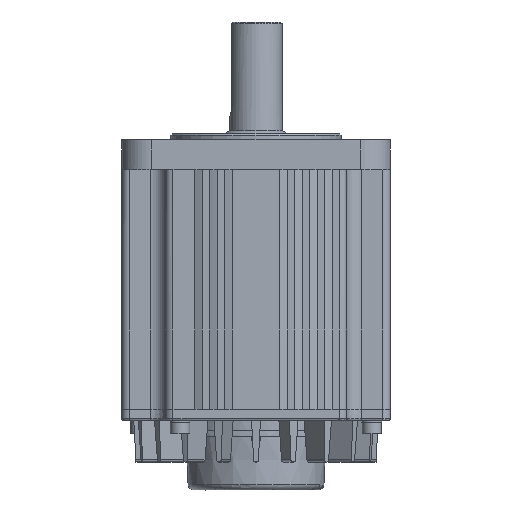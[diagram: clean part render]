
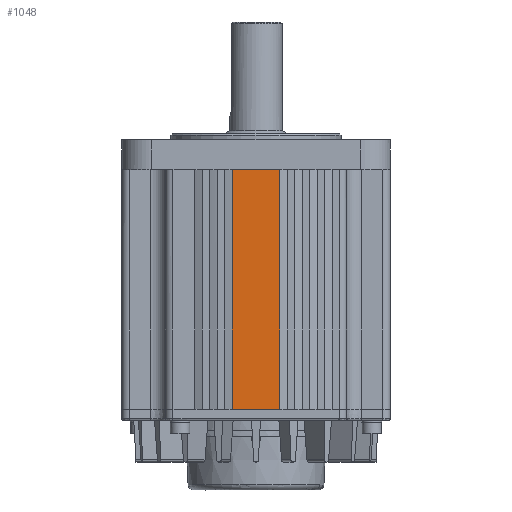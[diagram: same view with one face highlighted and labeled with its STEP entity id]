
A CAD part, front view. The second image highlights one B-rep face of the part: STEP entity #1048.
In plain terms, the highlighted planar face has unit normal (0, -1, 0).
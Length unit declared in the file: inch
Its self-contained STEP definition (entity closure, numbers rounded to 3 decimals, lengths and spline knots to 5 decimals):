
#122 = DIRECTION ( 'NONE',  ( 1., 0., 0. ) ) ;
#139 = EDGE_CURVE ( 'NONE', #24179, #5941, #9598, .T. ) ;
#1048 = ADVANCED_FACE ( 'NONE', ( #17416 ), #8654, .T. ) ;
#2044 = DIRECTION ( 'NONE',  ( 1., 0., 0. ) ) ;
#2211 = CARTESIAN_POINT ( 'NONE',  ( 0.62992, -3.54331, -0.05906 ) ) ;
#3177 = EDGE_CURVE ( 'NONE', #24179, #21835, #13890, .T. ) ;
#3736 = EDGE_CURVE ( 'NONE', #5941, #29123, #12452, .T. ) ;
#3817 = ORIENTED_EDGE ( 'NONE', *, *, #3736, .T. ) ;
#3950 = VECTOR ( 'NONE', #122, 39.37008 ) ;
#4491 = CARTESIAN_POINT ( 'NONE',  ( -0.62992, -3.54331, -3.22441 ) ) ;
#5941 = VERTEX_POINT ( 'NONE', #10127 ) ;
#6235 = CARTESIAN_POINT ( 'NONE',  ( -0.62992, -3.54331, -0.05906 ) ) ;
#6468 = CARTESIAN_POINT ( 'NONE',  ( 0., -3.54331, -0.05906 ) ) ;
#7583 = CARTESIAN_POINT ( 'NONE',  ( 0.62992, -3.54331, 3.1063 ) ) ;
#8635 = DIRECTION ( 'NONE',  ( 0., 0., 1. ) ) ;
#8654 = PLANE ( 'NONE',  #14804 ) ;
#9598 = LINE ( 'NONE', #6235, #12428 ) ;
#10127 = CARTESIAN_POINT ( 'NONE',  ( -0.62992, -3.54331, -3.22441 ) ) ;
#10516 = EDGE_CURVE ( 'NONE', #29123, #21835, #14283, .T. ) ;
#12428 = VECTOR ( 'NONE', #26511, 39.37008 ) ;
#12452 = LINE ( 'NONE', #4491, #3950 ) ;
#13309 = DIRECTION ( 'NONE',  ( 0., -1., 0. ) ) ;
#13522 = EDGE_LOOP ( 'NONE', ( #23958, #14057, #23436, #3817 ) ) ;
#13890 = LINE ( 'NONE', #24980, #22434 ) ;
#14057 = ORIENTED_EDGE ( 'NONE', *, *, #3177, .F. ) ;
#14283 = LINE ( 'NONE', #2211, #16452 ) ;
#14804 = AXIS2_PLACEMENT_3D ( 'NONE', #6468, #13309, #24588 ) ;
#16452 = VECTOR ( 'NONE', #8635, 39.37008 ) ;
#17416 = FACE_OUTER_BOUND ( 'NONE', #13522, .T. ) ;
#18692 = CARTESIAN_POINT ( 'NONE',  ( 0.62992, -3.54331, -3.22441 ) ) ;
#21835 = VERTEX_POINT ( 'NONE', #7583 ) ;
#22434 = VECTOR ( 'NONE', #2044, 39.37008 ) ;
#23229 = CARTESIAN_POINT ( 'NONE',  ( -0.62992, -3.54331, 3.1063 ) ) ;
#23436 = ORIENTED_EDGE ( 'NONE', *, *, #139, .T. ) ;
#23958 = ORIENTED_EDGE ( 'NONE', *, *, #10516, .T. ) ;
#24179 = VERTEX_POINT ( 'NONE', #23229 ) ;
#24588 = DIRECTION ( 'NONE',  ( 0., 0., 1. ) ) ;
#24980 = CARTESIAN_POINT ( 'NONE',  ( 0., -3.54331, 3.1063 ) ) ;
#26511 = DIRECTION ( 'NONE',  ( 0., 0., -1. ) ) ;
#29123 = VERTEX_POINT ( 'NONE', #18692 ) ;
